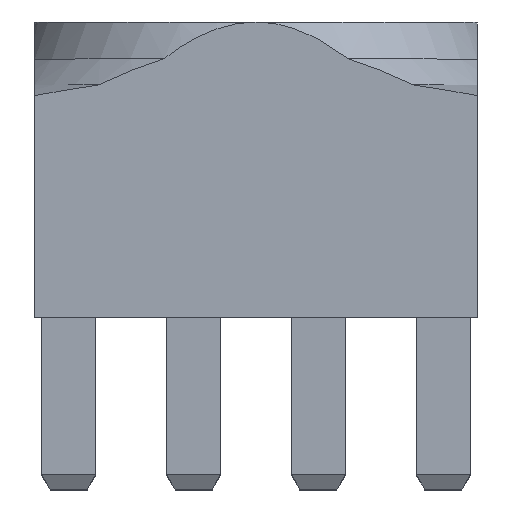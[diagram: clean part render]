
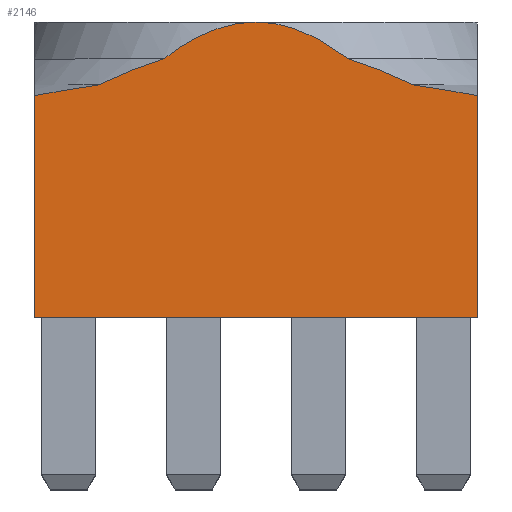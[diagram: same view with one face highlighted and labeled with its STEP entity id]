
A CAD part, top view. The second image highlights one B-rep face of the part: STEP entity #2146.
In plain terms, the highlighted planar face has unit normal (0, 0, 1).
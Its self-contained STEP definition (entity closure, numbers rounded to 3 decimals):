
#46=(
BOUNDED_CURVE()
B_SPLINE_CURVE(2,(#3078,#3079,#3080),.UNSPECIFIED.,.F.,.F.)
B_SPLINE_CURVE_WITH_KNOTS((3,3),(1.436,1.748),
 .UNSPECIFIED.)
CURVE()
GEOMETRIC_REPRESENTATION_ITEM()
RATIONAL_B_SPLINE_CURVE((2.969,3.109,3.217))
REPRESENTATION_ITEM('')
);
#47=(
BOUNDED_CURVE()
B_SPLINE_CURVE(2,(#3082,#3083,#3084),.UNSPECIFIED.,.F.,.F.)
B_SPLINE_CURVE_WITH_KNOTS((3,3),(0.717,0.951),
 .UNSPECIFIED.)
CURVE()
GEOMETRIC_REPRESENTATION_ITEM()
RATIONAL_B_SPLINE_CURVE((1.7,1.772,1.818))
REPRESENTATION_ITEM('')
);
#48=(
BOUNDED_CURVE()
B_SPLINE_CURVE(2,(#3086,#3087,#3088),.UNSPECIFIED.,.F.,.F.)
B_SPLINE_CURVE_WITH_KNOTS((3,3),(0.599,0.963),
 .UNSPECIFIED.)
CURVE()
GEOMETRIC_REPRESENTATION_ITEM()
RATIONAL_B_SPLINE_CURVE((1.333,1.389,1.389))
REPRESENTATION_ITEM('')
);
#49=(
BOUNDED_CURVE()
B_SPLINE_CURVE(2,(#3090,#3091,#3092),.UNSPECIFIED.,.F.,.F.)
B_SPLINE_CURVE_WITH_KNOTS((3,3),(0.963,1.327),
 .UNSPECIFIED.)
CURVE()
GEOMETRIC_REPRESENTATION_ITEM()
RATIONAL_B_SPLINE_CURVE((1.389,1.389,1.333))
REPRESENTATION_ITEM('')
);
#50=(
BOUNDED_CURVE()
B_SPLINE_CURVE(2,(#3094,#3095,#3096),.UNSPECIFIED.,.F.,.F.)
B_SPLINE_CURVE_WITH_KNOTS((3,3),(1.732,1.966),
 .UNSPECIFIED.)
CURVE()
GEOMETRIC_REPRESENTATION_ITEM()
RATIONAL_B_SPLINE_CURVE((1.818,1.772,1.7))
REPRESENTATION_ITEM('')
);
#51=(
BOUNDED_CURVE()
B_SPLINE_CURVE(2,(#3097,#3098,#3099),.UNSPECIFIED.,.F.,.F.)
B_SPLINE_CURVE_WITH_KNOTS((3,3),(3.859,4.171),
 .UNSPECIFIED.)
CURVE()
GEOMETRIC_REPRESENTATION_ITEM()
RATIONAL_B_SPLINE_CURVE((3.217,3.109,2.969))
REPRESENTATION_ITEM('')
);
#55=PLANE('',#2301);
#172=FACE_OUTER_BOUND('',#300,.T.);
#300=EDGE_LOOP('',(#1456,#1457,#1458,#1459,#1460,#1461,#1462,#1463,#1464));
#439=LINE('',#2992,#689);
#444=LINE('',#3074,#694);
#446=LINE('',#3100,#696);
#689=VECTOR('',#2454,1000.);
#694=VECTOR('',#2463,1000.);
#696=VECTOR('',#2467,1000.);
#957=VERTEX_POINT('',#2990);
#958=VERTEX_POINT('',#2991);
#978=VERTEX_POINT('',#3069);
#979=VERTEX_POINT('',#3073);
#980=VERTEX_POINT('',#3077);
#981=VERTEX_POINT('',#3081);
#982=VERTEX_POINT('',#3085);
#983=VERTEX_POINT('',#3089);
#984=VERTEX_POINT('',#3093);
#1135=EDGE_CURVE('',#957,#958,#439,.T.);
#1158=EDGE_CURVE('',#979,#978,#444,.T.);
#1160=EDGE_CURVE('',#978,#980,#46,.T.);
#1161=EDGE_CURVE('',#980,#981,#47,.T.);
#1162=EDGE_CURVE('',#981,#982,#48,.T.);
#1163=EDGE_CURVE('',#982,#983,#49,.T.);
#1164=EDGE_CURVE('',#983,#984,#50,.T.);
#1165=EDGE_CURVE('',#984,#958,#51,.T.);
#1166=EDGE_CURVE('',#957,#979,#446,.T.);
#1456=ORIENTED_EDGE('',*,*,#1158,.T.);
#1457=ORIENTED_EDGE('',*,*,#1160,.T.);
#1458=ORIENTED_EDGE('',*,*,#1161,.T.);
#1459=ORIENTED_EDGE('',*,*,#1162,.T.);
#1460=ORIENTED_EDGE('',*,*,#1163,.T.);
#1461=ORIENTED_EDGE('',*,*,#1164,.T.);
#1462=ORIENTED_EDGE('',*,*,#1165,.T.);
#1463=ORIENTED_EDGE('',*,*,#1135,.F.);
#1464=ORIENTED_EDGE('',*,*,#1166,.T.);
#2146=ADVANCED_FACE('',(#172),#55,.T.);
#2301=AXIS2_PLACEMENT_3D('',#3076,#2465,#2466);
#2454=DIRECTION('',(0.,1.,0.));
#2463=DIRECTION('',(0.,1.,0.));
#2465=DIRECTION('center_axis',(0.,0.,1.));
#2466=DIRECTION('ref_axis',(1.,0.,0.));
#2467=DIRECTION('',(1.,0.,0.));
#2990=CARTESIAN_POINT('',(-4.5,-6.,4.5));
#2991=CARTESIAN_POINT('',(-4.5,-1.496,4.5));
#2992=CARTESIAN_POINT('',(-4.5,-6.,4.5));
#3069=CARTESIAN_POINT('',(4.5,-1.496,4.5));
#3073=CARTESIAN_POINT('',(4.5,-6.,4.5));
#3074=CARTESIAN_POINT('',(4.5,-6.,4.5));
#3076=CARTESIAN_POINT('Origin',(-4.5,-6.,4.5));
#3077=CARTESIAN_POINT('',(3.206,-1.28,4.5));
#3078=CARTESIAN_POINT('Ctrl Pts',(4.5,-1.496,4.5));
#3079=CARTESIAN_POINT('Ctrl Pts',(3.807,-1.37,4.5));
#3080=CARTESIAN_POINT('Ctrl Pts',(3.206,-1.28,4.5));
#3081=CARTESIAN_POINT('',(1.875,-0.75,4.5));
#3082=CARTESIAN_POINT('Ctrl Pts',(3.206,-1.28,4.5));
#3083=CARTESIAN_POINT('Ctrl Pts',(2.499,-0.946,4.5));
#3084=CARTESIAN_POINT('Ctrl Pts',(1.875,-0.75,4.5));
#3085=CARTESIAN_POINT('',(0.,0.,4.5));
#3086=CARTESIAN_POINT('Ctrl Pts',(1.875,-0.75,4.5));
#3087=CARTESIAN_POINT('Ctrl Pts',(0.9,0.,
4.5));
#3088=CARTESIAN_POINT('Ctrl Pts',(0.,0.,
4.5));
#3089=CARTESIAN_POINT('',(-1.875,-0.75,4.5));
#3090=CARTESIAN_POINT('Ctrl Pts',(0.,0.,
4.5));
#3091=CARTESIAN_POINT('Ctrl Pts',(-0.9,0.,
4.5));
#3092=CARTESIAN_POINT('Ctrl Pts',(-1.875,-0.75,
4.5));
#3093=CARTESIAN_POINT('',(-3.206,-1.28,4.5));
#3094=CARTESIAN_POINT('Ctrl Pts',(-1.875,-0.75,
4.5));
#3095=CARTESIAN_POINT('Ctrl Pts',(-2.499,-0.946,
4.5));
#3096=CARTESIAN_POINT('Ctrl Pts',(-3.206,-1.28,4.5));
#3097=CARTESIAN_POINT('Ctrl Pts',(-3.206,-1.28,4.5));
#3098=CARTESIAN_POINT('Ctrl Pts',(-3.807,-1.37,4.5));
#3099=CARTESIAN_POINT('Ctrl Pts',(-4.5,-1.496,4.5));
#3100=CARTESIAN_POINT('',(-4.5,-6.,4.5));
